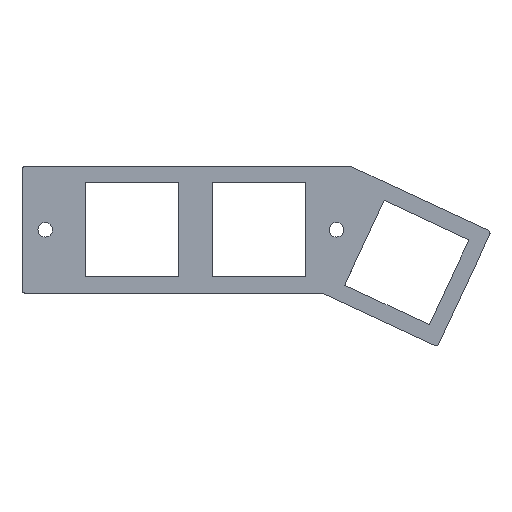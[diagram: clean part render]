
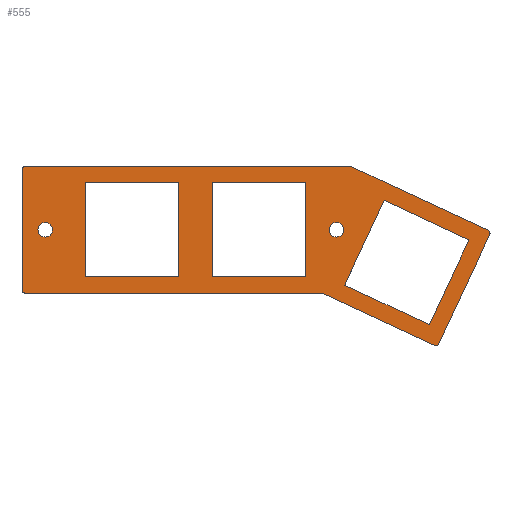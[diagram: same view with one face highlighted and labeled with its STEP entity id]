
A CAD part, top view. The second image highlights one B-rep face of the part: STEP entity #555.
In plain terms, the highlighted planar face has unit normal (0, 0, 1).
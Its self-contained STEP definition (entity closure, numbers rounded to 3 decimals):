
#20=FACE_BOUND('',#105,.T.);
#21=FACE_BOUND('',#106,.T.);
#22=FACE_BOUND('',#107,.T.);
#23=FACE_BOUND('',#108,.T.);
#24=FACE_BOUND('',#109,.T.);
#45=PLANE('',#608);
#72=FACE_OUTER_BOUND('',#104,.T.);
#104=EDGE_LOOP('',(#498,#499,#500,#501,#502,#503,#504,#505,#506,#507,#508));
#105=EDGE_LOOP('',(#509,#510,#511,#512));
#106=EDGE_LOOP('',(#513,#514,#515,#516));
#107=EDGE_LOOP('',(#517));
#108=EDGE_LOOP('',(#518,#519,#520,#521));
#109=EDGE_LOOP('',(#522));
#131=LINE('',#812,#194);
#136=LINE('',#826,#199);
#140=LINE('',#836,#203);
#143=LINE('',#841,#206);
#145=LINE('',#846,#208);
#148=LINE('',#851,#211);
#150=LINE('',#856,#213);
#153=LINE('',#861,#216);
#155=LINE('',#865,#218);
#157=LINE('',#869,#220);
#158=LINE('',#871,#221);
#160=LINE('',#878,#223);
#162=LINE('',#881,#225);
#164=LINE('',#888,#227);
#166=LINE('',#891,#229);
#167=LINE('',#894,#230);
#169=LINE('',#897,#232);
#170=LINE('',#900,#233);
#172=LINE('',#903,#235);
#194=VECTOR('',#652,10.);
#199=VECTOR('',#667,10.);
#203=VECTOR('',#677,10.);
#206=VECTOR('',#682,10.);
#208=VECTOR('',#686,10.);
#211=VECTOR('',#691,10.);
#213=VECTOR('',#695,10.);
#216=VECTOR('',#700,10.);
#218=VECTOR('',#704,10.);
#220=VECTOR('',#708,10.);
#221=VECTOR('',#711,10.);
#223=VECTOR('',#719,10.);
#225=VECTOR('',#723,10.);
#227=VECTOR('',#731,10.);
#229=VECTOR('',#735,10.);
#230=VECTOR('',#738,10.);
#232=VECTOR('',#742,10.);
#233=VECTOR('',#745,10.);
#235=VECTOR('',#749,10.);
#236=CIRCLE('',#571,0.5);
#243=CIRCLE('',#581,0.5);
#244=CIRCLE('',#583,0.5);
#245=CIRCLE('',#586,0.5);
#246=CIRCLE('',#597,1.1);
#247=CIRCLE('',#601,1.1);
#248=VERTEX_POINT('',#754);
#249=VERTEX_POINT('',#755);
#275=VERTEX_POINT('',#811);
#276=VERTEX_POINT('',#815);
#277=VERTEX_POINT('',#819);
#278=VERTEX_POINT('',#820);
#279=VERTEX_POINT('',#825);
#280=VERTEX_POINT('',#829);
#281=VERTEX_POINT('',#833);
#282=VERTEX_POINT('',#835);
#283=VERTEX_POINT('',#839);
#284=VERTEX_POINT('',#843);
#285=VERTEX_POINT('',#845);
#286=VERTEX_POINT('',#849);
#287=VERTEX_POINT('',#853);
#288=VERTEX_POINT('',#855);
#289=VERTEX_POINT('',#859);
#290=VERTEX_POINT('',#863);
#291=VERTEX_POINT('',#867);
#292=VERTEX_POINT('',#873);
#293=VERTEX_POINT('',#877);
#294=VERTEX_POINT('',#883);
#295=VERTEX_POINT('',#887);
#296=VERTEX_POINT('',#893);
#297=VERTEX_POINT('',#899);
#298=EDGE_CURVE('',#248,#249,#236,.T.);
#326=EDGE_CURVE('',#275,#249,#131,.T.);
#328=EDGE_CURVE('',#275,#276,#243,.T.);
#330=EDGE_CURVE('',#277,#278,#244,.T.);
#333=EDGE_CURVE('',#279,#278,#136,.T.);
#335=EDGE_CURVE('',#279,#280,#245,.T.);
#338=EDGE_CURVE('',#282,#281,#140,.F.);
#341=EDGE_CURVE('',#281,#283,#143,.F.);
#343=EDGE_CURVE('',#285,#284,#145,.F.);
#346=EDGE_CURVE('',#284,#286,#148,.F.);
#348=EDGE_CURVE('',#288,#287,#150,.F.);
#351=EDGE_CURVE('',#287,#289,#153,.F.);
#353=EDGE_CURVE('',#248,#290,#155,.T.);
#355=EDGE_CURVE('',#290,#291,#157,.T.);
#356=EDGE_CURVE('',#291,#280,#158,.T.);
#357=EDGE_CURVE('',#292,#292,#246,.T.);
#359=EDGE_CURVE('',#293,#282,#160,.F.);
#361=EDGE_CURVE('',#283,#293,#162,.F.);
#362=EDGE_CURVE('',#294,#294,#247,.T.);
#364=EDGE_CURVE('',#295,#285,#164,.F.);
#366=EDGE_CURVE('',#286,#295,#166,.F.);
#367=EDGE_CURVE('',#296,#288,#167,.F.);
#369=EDGE_CURVE('',#289,#296,#169,.F.);
#370=EDGE_CURVE('',#297,#276,#170,.T.);
#372=EDGE_CURVE('',#277,#297,#172,.T.);
#498=ORIENTED_EDGE('',*,*,#298,.F.);
#499=ORIENTED_EDGE('',*,*,#353,.T.);
#500=ORIENTED_EDGE('',*,*,#355,.T.);
#501=ORIENTED_EDGE('',*,*,#356,.T.);
#502=ORIENTED_EDGE('',*,*,#335,.F.);
#503=ORIENTED_EDGE('',*,*,#333,.T.);
#504=ORIENTED_EDGE('',*,*,#330,.F.);
#505=ORIENTED_EDGE('',*,*,#372,.T.);
#506=ORIENTED_EDGE('',*,*,#370,.T.);
#507=ORIENTED_EDGE('',*,*,#328,.F.);
#508=ORIENTED_EDGE('',*,*,#326,.T.);
#509=ORIENTED_EDGE('',*,*,#351,.T.);
#510=ORIENTED_EDGE('',*,*,#369,.T.);
#511=ORIENTED_EDGE('',*,*,#367,.T.);
#512=ORIENTED_EDGE('',*,*,#348,.T.);
#513=ORIENTED_EDGE('',*,*,#346,.T.);
#514=ORIENTED_EDGE('',*,*,#366,.T.);
#515=ORIENTED_EDGE('',*,*,#364,.T.);
#516=ORIENTED_EDGE('',*,*,#343,.T.);
#517=ORIENTED_EDGE('',*,*,#362,.T.);
#518=ORIENTED_EDGE('',*,*,#341,.T.);
#519=ORIENTED_EDGE('',*,*,#361,.T.);
#520=ORIENTED_EDGE('',*,*,#359,.T.);
#521=ORIENTED_EDGE('',*,*,#338,.T.);
#522=ORIENTED_EDGE('',*,*,#357,.T.);
#555=ADVANCED_FACE('',(#72,#20,#21,#22,#23,#24),#45,.T.);
#571=AXIS2_PLACEMENT_3D('',#756,#613,#614);
#581=AXIS2_PLACEMENT_3D('',#816,#656,#657);
#583=AXIS2_PLACEMENT_3D('',#821,#661,#662);
#586=AXIS2_PLACEMENT_3D('',#830,#671,#672);
#597=AXIS2_PLACEMENT_3D('',#874,#714,#715);
#601=AXIS2_PLACEMENT_3D('',#884,#726,#727);
#608=AXIS2_PLACEMENT_3D('',#904,#750,#751);
#613=DIRECTION('center_axis',(0.,0.,
-1.));
#614=DIRECTION('ref_axis',(0.94,0.342,0.));
#652=DIRECTION('',(0.423,0.906,0.));
#656=DIRECTION('center_axis',(0.,0.,
-1.));
#657=DIRECTION('ref_axis',(0.342,-0.94,0.));
#661=DIRECTION('center_axis',(0.,0.,
-1.));
#662=DIRECTION('ref_axis',(-0.707,-0.707,0.));
#667=DIRECTION('',(0.,-1.,0.));
#671=DIRECTION('center_axis',(0.,0.,
-1.));
#672=DIRECTION('ref_axis',(-0.707,0.707,0.));
#677=DIRECTION('',(0.906,-0.423,0.));
#682=DIRECTION('',(-0.423,-0.906,0.));
#686=DIRECTION('',(0.,-1.,0.));
#691=DIRECTION('',(-1.,0.,0.));
#695=DIRECTION('',(1.,0.,0.));
#700=DIRECTION('',(0.,-1.,0.));
#704=DIRECTION('',(-0.906,0.423,0.));
#708=DIRECTION('',(-0.907,0.422,0.));
#711=DIRECTION('',(-1.,0.,0.));
#714=DIRECTION('center_axis',(0.,0.,
-1.));
#715=DIRECTION('ref_axis',(-1.,0.,0.));
#719=DIRECTION('',(0.423,0.906,0.));
#723=DIRECTION('',(-0.906,0.423,0.));
#726=DIRECTION('center_axis',(0.,0.,
-1.));
#727=DIRECTION('ref_axis',(-1.,0.,0.));
#731=DIRECTION('',(1.,0.,0.));
#735=DIRECTION('',(0.,1.,0.));
#738=DIRECTION('',(0.,1.,0.));
#742=DIRECTION('',(-1.,0.,0.));
#745=DIRECTION('',(0.906,-0.423,0.));
#749=DIRECTION('',(1.,0.,0.));
#750=DIRECTION('center_axis',(0.,0.,
1.));
#751=DIRECTION('ref_axis',(-1.,0.,0.));
#754=CARTESIAN_POINT('',(211.242,-147.649,3.7));
#755=CARTESIAN_POINT('',(211.484,-148.314,3.7));
#756=CARTESIAN_POINT('Origin',(211.031,-148.103,3.7));
#811=CARTESIAN_POINT('',(203.855,-164.673,3.7));
#812=CARTESIAN_POINT('',(203.644,-165.126,3.7));
#815=CARTESIAN_POINT('',(203.191,-164.915,3.7));
#816=CARTESIAN_POINT('Origin',(203.402,-164.461,3.7));
#819=CARTESIAN_POINT('',(141.779,-157.075,3.7));
#820=CARTESIAN_POINT('',(141.279,-156.575,3.7));
#821=CARTESIAN_POINT('Origin',(141.779,-156.575,3.7));
#825=CARTESIAN_POINT('',(141.279,-138.525,3.7));
#826=CARTESIAN_POINT('',(141.279,-138.025,3.7));
#829=CARTESIAN_POINT('',(141.779,-138.025,3.7));
#830=CARTESIAN_POINT('Origin',(141.779,-138.525,3.7));
#833=CARTESIAN_POINT('',(189.701,-155.866,3.7));
#835=CARTESIAN_POINT('',(202.435,-161.804,3.7));
#836=CARTESIAN_POINT('',(189.797,-155.91,3.7));
#839=CARTESIAN_POINT('',(195.639,-143.132,3.7));
#841=CARTESIAN_POINT('',(189.353,-156.612,3.7));
#843=CARTESIAN_POINT('',(169.829,-140.525,3.7));
#845=CARTESIAN_POINT('',(169.829,-154.575,3.7));
#846=CARTESIAN_POINT('',(169.829,-153.05,3.7));
#849=CARTESIAN_POINT('',(183.879,-140.525,3.7));
#851=CARTESIAN_POINT('',(173.183,-140.525,3.7));
#853=CARTESIAN_POINT('',(150.779,-154.575,3.7));
#855=CARTESIAN_POINT('',(164.829,-154.575,3.7));
#856=CARTESIAN_POINT('',(170.633,-154.575,3.7));
#859=CARTESIAN_POINT('',(150.779,-140.525,3.7));
#861=CARTESIAN_POINT('',(150.779,-153.05,3.7));
#863=CARTESIAN_POINT('',(194.43,-139.81,3.7));
#865=CARTESIAN_POINT('',(211.695,-147.861,3.7));
#867=CARTESIAN_POINT('',(190.597,-138.025,3.7));
#869=CARTESIAN_POINT('',(194.43,-139.81,3.7));
#871=CARTESIAN_POINT('',(181.264,-138.025,3.7));
#873=CARTESIAN_POINT('',(189.584,-147.55,3.7));
#874=CARTESIAN_POINT('Origin',(188.484,-147.55,3.7));
#877=CARTESIAN_POINT('',(208.373,-149.07,3.7));
#878=CARTESIAN_POINT('',(205.035,-156.228,3.7));
#881=CARTESIAN_POINT('',(189.413,-140.229,3.7));
#883=CARTESIAN_POINT('',(145.879,-147.55,3.7));
#884=CARTESIAN_POINT('Origin',(144.779,-147.55,3.7));
#887=CARTESIAN_POINT('',(183.879,-154.575,3.7));
#888=CARTESIAN_POINT('',(180.158,-154.575,3.7));
#891=CARTESIAN_POINT('',(183.879,-146.075,3.7));
#893=CARTESIAN_POINT('',(164.829,-140.525,3.7));
#894=CARTESIAN_POINT('',(164.829,-146.075,3.7));
#897=CARTESIAN_POINT('',(163.658,-140.525,3.7));
#899=CARTESIAN_POINT('',(186.379,-157.075,3.7));
#900=CARTESIAN_POINT('',(186.379,-157.075,3.7));
#903=CARTESIAN_POINT('',(141.279,-157.075,3.7));
#904=CARTESIAN_POINT('Origin',(176.487,-151.575,3.7));
